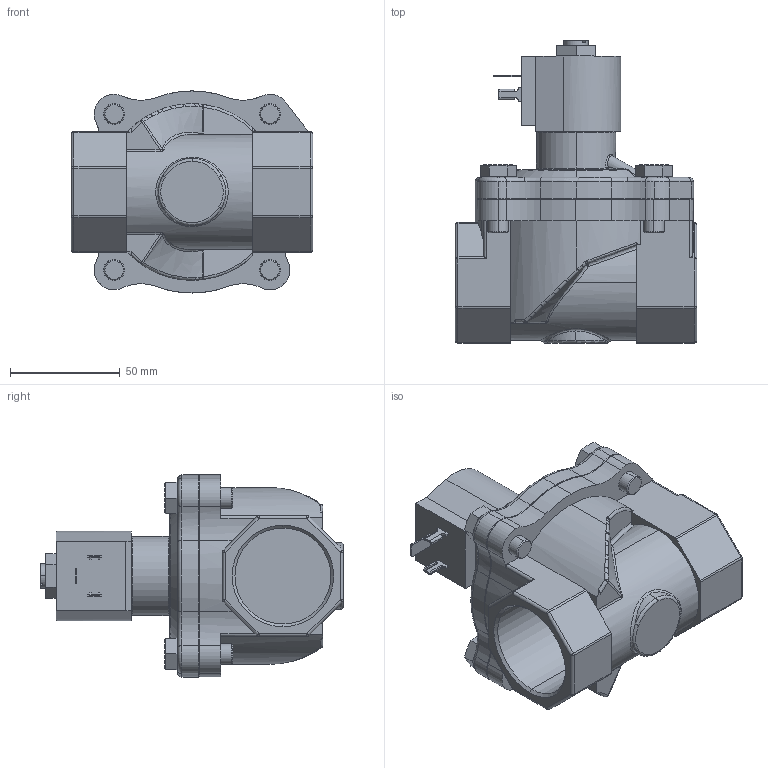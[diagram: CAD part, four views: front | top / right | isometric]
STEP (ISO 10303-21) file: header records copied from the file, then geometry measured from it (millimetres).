
FILE_DESCRIPTION (( 'STEP AP214' ), '1' );
FILE_NAME ('NS211YF16C7GJ2.step', '2019-04-23T20:32:29', ( '' ), ( '' ), 'SwSTEP 2.0', 'SolidWorks 2018', '' );
FILE_SCHEMA (( 'AUTOMOTIVE_DESIGN' ));
Length unit declared in the file: inch
Products named in the file (1): NS211YF16C7GJ2
Bounding box: 109.98 x 137.76 x 92 mm (x, y, z)
Volume: 433883.8 mm3; surface area: 87430.8 mm2
Topology: 9 solids, 10 shells, 503 faces, 1242 edges, 767 vertices
Faces by surface type: cylinder 161, plane 155, bspline 70, torus 66, cone 31, sphere 20
Entity records: 25297 total; most frequent: CARTESIAN_POINT 9213, ORIENTED_EDGE 2462, DIRECTION 2334, EDGE_CURVE 1231, AXIS2_PLACEMENT_3D 935, VERTEX_POINT 766, EDGE_LOOP 541, FACE_OUTER_BOUND 503
